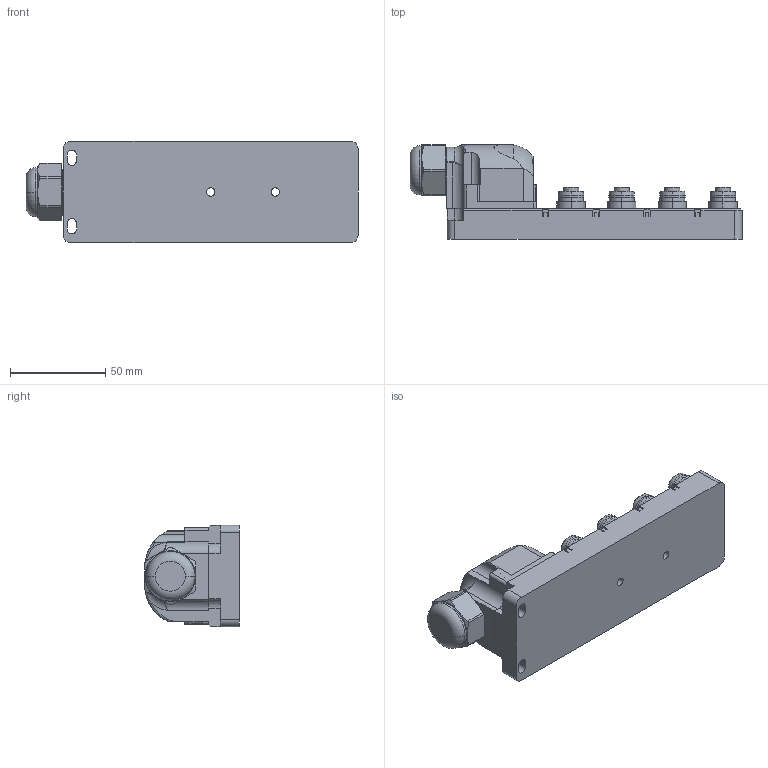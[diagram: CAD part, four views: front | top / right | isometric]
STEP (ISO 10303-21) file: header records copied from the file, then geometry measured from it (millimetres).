
FILE_DESCRIPTION((''),'2;1');
FILE_NAME('JB8M12-4P-J','2019-02-12T',('Dell'),(''),'CREO PARAMETRIC BY PTC INC, 2017020','CREO PARAMETRIC BY PTC INC, 2017020','');
FILE_SCHEMA(('CONFIG_CONTROL_DESIGN'));
Length unit declared in the file: millimetre
Products named in the file (1): JB8M12-4P-J
Bounding box: 174.55 x 49.6 x 53.5 mm (x, y, z)
Volume: 205757.5 mm3; surface area: 45098.4 mm2
Topology: 1 solids, 10 shells, 1163 faces, 2886 edges, 1913 vertices
Faces by surface type: plane 552, cylinder 494, cone 62, sphere 34, bspline 14, torus 7
Entity records: 35904 total; most frequent: CARTESIAN_POINT 7216, DIRECTION 6317, ORIENTED_EDGE 5704, EDGE_CURVE 2852, AXIS2_PLACEMENT_3D 2428, VERTEX_POINT 1913, VECTOR 1461, LINE 1461
